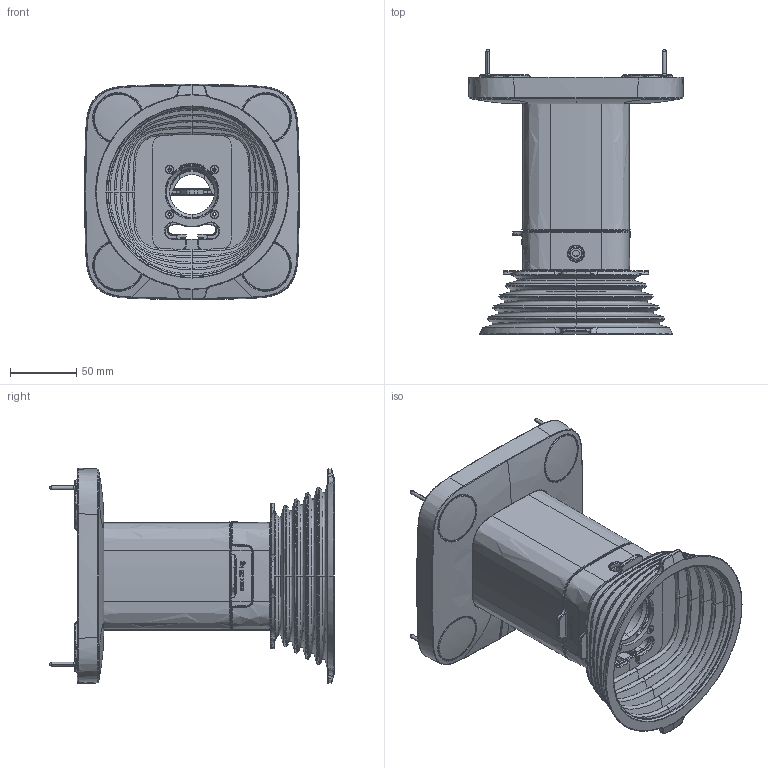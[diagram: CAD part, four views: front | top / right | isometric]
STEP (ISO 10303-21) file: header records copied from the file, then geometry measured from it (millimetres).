
FILE_DESCRIPTION (( 'STEP AP214' ), '1' );
FILE_NAME ('Mountera Ceiling Bracket.STEP', '2025-03-27T15:59:39', ( '' ), ( '' ), 'SwSTEP 2.0', 'SolidWorks 2024', '' );
FILE_SCHEMA (( 'AUTOMOTIVE_DESIGN' ));
Length unit declared in the file: millimetre
Products named in the file (1): Mountera Ceiling Bracket
Bounding box: 162.86 x 215.6 x 163.11 mm (x, y, z)
Surface area: 245195.5 mm2 (no closed solid volume)
Topology: 0 solids, 86 shells, 3041 faces, 9898 edges, 6604 vertices
Faces by surface type: bspline 1410, cylinder 441, torus 405, cone 368, plane 325, sphere 92
Entity records: 214476 total; most frequent: CARTESIAN_POINT 143575, ORIENTED_EDGE 15740, DIRECTION 11351, EDGE_CURVE 9838, VERTEX_POINT 6584, AXIS2_PLACEMENT_3D 4972, B_SPLINE_CURVE_WITH_KNOTS 4794, CIRCLE 3340
